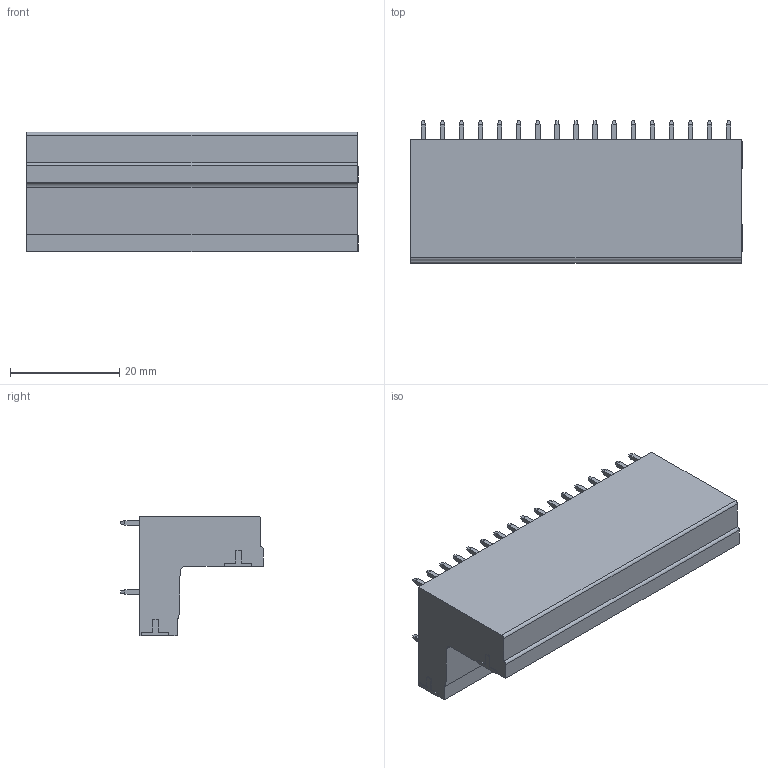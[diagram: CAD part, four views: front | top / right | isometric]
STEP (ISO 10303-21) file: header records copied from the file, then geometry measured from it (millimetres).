
FILE_DESCRIPTION((''),'2;1');
FILE_NAME('TLPHDC-005R-XXP','2024-09-23T15:04:56',('sheji109'),(''),'CREO PARAMETRIC BY PTC INC, 2018100','CREO PARAMETRIC BY PTC INC, 2018100','');
FILE_SCHEMA(('CONFIG_CONTROL_DESIGN'));
Products named in the file (1): TLPHDC-005R-XXP
Bounding box: 60.9 x 26.2 x 21.9 mm (x, y, z)
Volume: 14318.4 mm3; surface area: 12779 mm2
Topology: 1 solids, 1 shells, 2612 faces, 7048 edges, 4574 vertices
Faces by surface type: plane 1845, cylinder 529, cone 170, torus 68
Entity records: 81368 total; most frequent: CARTESIAN_POINT 15288, ORIENTED_EDGE 14096, DIRECTION 13228, EDGE_CURVE 7048, VECTOR 5412, LINE 5412, VERTEX_POINT 4574, AXIS2_PLACEMENT_3D 3908
